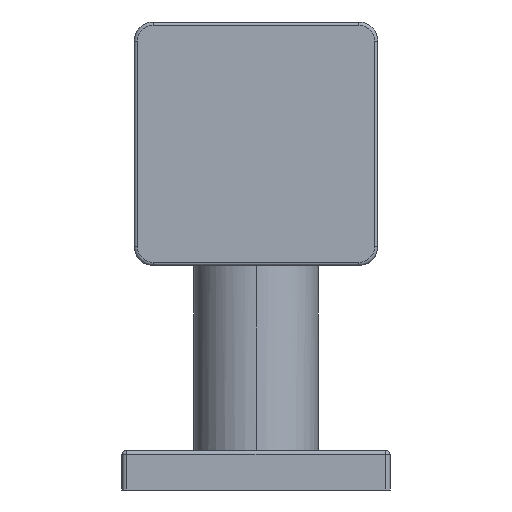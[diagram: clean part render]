
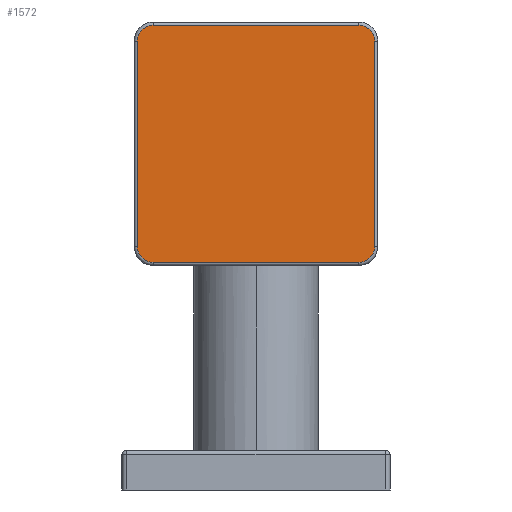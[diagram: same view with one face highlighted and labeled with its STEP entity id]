
A CAD part, left-side view. The second image highlights one B-rep face of the part: STEP entity #1572.
In plain terms, the highlighted planar face has unit normal (-1, 0, 0).
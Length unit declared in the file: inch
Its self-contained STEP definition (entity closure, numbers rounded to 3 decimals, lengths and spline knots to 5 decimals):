
#415=CARTESIAN_POINT('',(-1.8,0.67,2.93));
#416=DIRECTION('',(-1.,0.,0.));
#417=DIRECTION('',(0.,0.,1.));
#418=AXIS2_PLACEMENT_3D('',#415,#416,#417);
#420=DIRECTION('',(0.,1.,0.));
#421=VECTOR('',#420,1.34);
#422=CARTESIAN_POINT('',(-1.8,-0.67,3.035));
#423=LINE('',#422,#421);
#424=CARTESIAN_POINT('',(-1.8,-0.67,2.93));
#425=DIRECTION('',(-1.,0.,0.));
#426=DIRECTION('',(0.,-1.,0.));
#427=AXIS2_PLACEMENT_3D('',#424,#425,#426);
#429=DIRECTION('',(0.,0.,1.));
#430=VECTOR('',#429,1.34);
#431=CARTESIAN_POINT('',(-1.8,-0.775,1.59));
#432=LINE('',#431,#430);
#433=CARTESIAN_POINT('',(-1.8,-0.67,1.59));
#434=DIRECTION('',(-1.,0.,0.));
#435=DIRECTION('',(0.,0.,-1.));
#436=AXIS2_PLACEMENT_3D('',#433,#434,#435);
#438=DIRECTION('',(0.,-1.,0.));
#439=VECTOR('',#438,1.34);
#440=CARTESIAN_POINT('',(-1.8,0.67,1.485));
#441=LINE('',#440,#439);
#442=CARTESIAN_POINT('',(-1.8,0.67,1.59));
#443=DIRECTION('',(-1.,0.,0.));
#444=DIRECTION('',(0.,1.,0.));
#445=AXIS2_PLACEMENT_3D('',#442,#443,#444);
#447=DIRECTION('',(0.,0.,-1.));
#448=VECTOR('',#447,1.34);
#449=CARTESIAN_POINT('',(-1.8,0.775,2.93));
#450=LINE('',#449,#448);
#952=CARTESIAN_POINT('',(-1.8,0.67,3.035));
#953=CARTESIAN_POINT('',(-1.8,0.775,2.93));
#954=VERTEX_POINT('',#952);
#955=VERTEX_POINT('',#953);
#956=CARTESIAN_POINT('',(-1.8,0.775,1.59));
#957=VERTEX_POINT('',#956);
#958=CARTESIAN_POINT('',(-1.8,0.67,1.485));
#959=VERTEX_POINT('',#958);
#960=CARTESIAN_POINT('',(-1.8,-0.67,1.485));
#961=VERTEX_POINT('',#960);
#962=CARTESIAN_POINT('',(-1.8,-0.775,1.59));
#963=VERTEX_POINT('',#962);
#964=CARTESIAN_POINT('',(-1.8,-0.775,2.93));
#965=VERTEX_POINT('',#964);
#966=CARTESIAN_POINT('',(-1.8,-0.67,3.035));
#967=VERTEX_POINT('',#966);
#1550=CARTESIAN_POINT('',(-1.8,0.,2.26));
#1551=DIRECTION('',(-1.,0.,0.));
#1552=DIRECTION('',(0.,0.,1.));
#1553=AXIS2_PLACEMENT_3D('',#1550,#1551,#1552);
#1554=PLANE('',#1553);
#1556=ORIENTED_EDGE('',*,*,#1555,.F.);
#1558=ORIENTED_EDGE('',*,*,#1557,.F.);
#1560=ORIENTED_EDGE('',*,*,#1559,.F.);
#1561=ORIENTED_EDGE('',*,*,#1540,.F.);
#1563=ORIENTED_EDGE('',*,*,#1562,.F.);
#1565=ORIENTED_EDGE('',*,*,#1564,.F.);
#1567=ORIENTED_EDGE('',*,*,#1566,.F.);
#1569=ORIENTED_EDGE('',*,*,#1568,.F.);
#1570=EDGE_LOOP('',(#1556,#1558,#1560,#1561,#1563,#1565,#1567,#1569));
#1571=FACE_OUTER_BOUND('',#1570,.F.);
#1572=ADVANCED_FACE('',(#1571),#1554,.T.);
#419=CIRCLE('',#418,0.105);
#428=CIRCLE('',#427,0.105);
#437=CIRCLE('',#436,0.105);
#446=CIRCLE('',#445,0.105);
#1540=EDGE_CURVE('',#963,#965,#432,.T.);
#1555=EDGE_CURVE('',#954,#955,#419,.T.);
#1557=EDGE_CURVE('',#967,#954,#423,.T.);
#1559=EDGE_CURVE('',#965,#967,#428,.T.);
#1562=EDGE_CURVE('',#961,#963,#437,.T.);
#1564=EDGE_CURVE('',#959,#961,#441,.T.);
#1566=EDGE_CURVE('',#957,#959,#446,.T.);
#1568=EDGE_CURVE('',#955,#957,#450,.T.);
